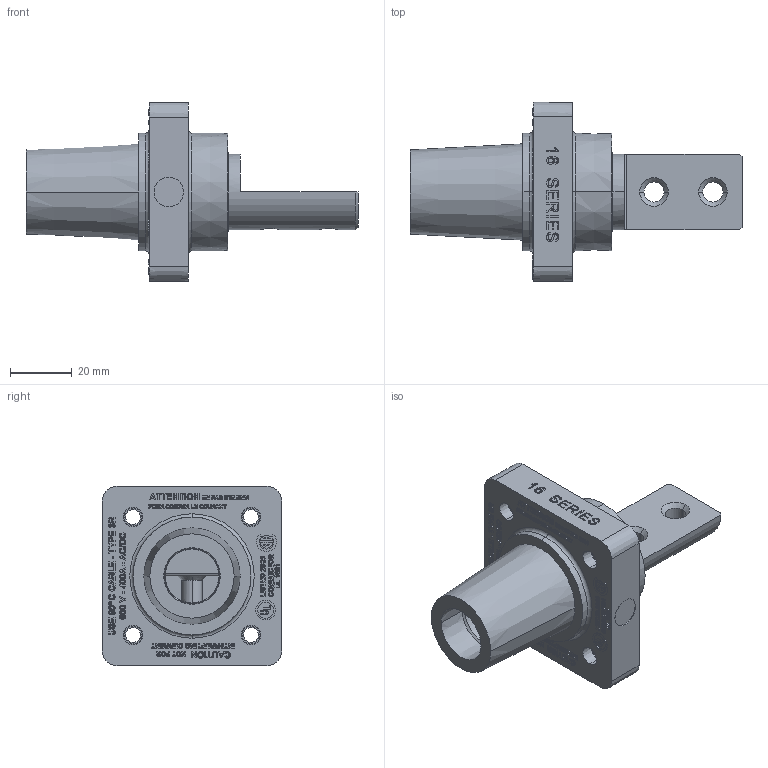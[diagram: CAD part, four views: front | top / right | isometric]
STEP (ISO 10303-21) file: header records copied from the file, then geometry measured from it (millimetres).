
FILE_DESCRIPTION (( 'STEP AP214' ), '1' );
FILE_NAME ('ORC6068-M01.STEP', '2025-02-27T21:23:11', ( '' ), ( '' ), 'SwSTEP 2.0', 'SolidWorks 2024', '' );
FILE_SCHEMA (( 'AUTOMOTIVE_DESIGN' ));
Products named in the file (1): ORC6068-M01
Bounding box: 107.31 x 57.94 x 57.94 mm (x, y, z)
Surface area: 28228.2 mm2 (no closed solid volume)
Topology: 0 solids, 19 shells, 1536 faces, 5497 edges, 3863 vertices
Faces by surface type: plane 915, bspline 479, cylinder 89, cone 43, torus 10
Entity records: 89288 total; most frequent: CARTESIAN_POINT 46892, ORIENTED_EDGE 9001, DIRECTION 6653, EDGE_CURVE 5497, VERTEX_POINT 3863, VECTOR 3733, LINE 3733, EDGE_LOOP 1804
